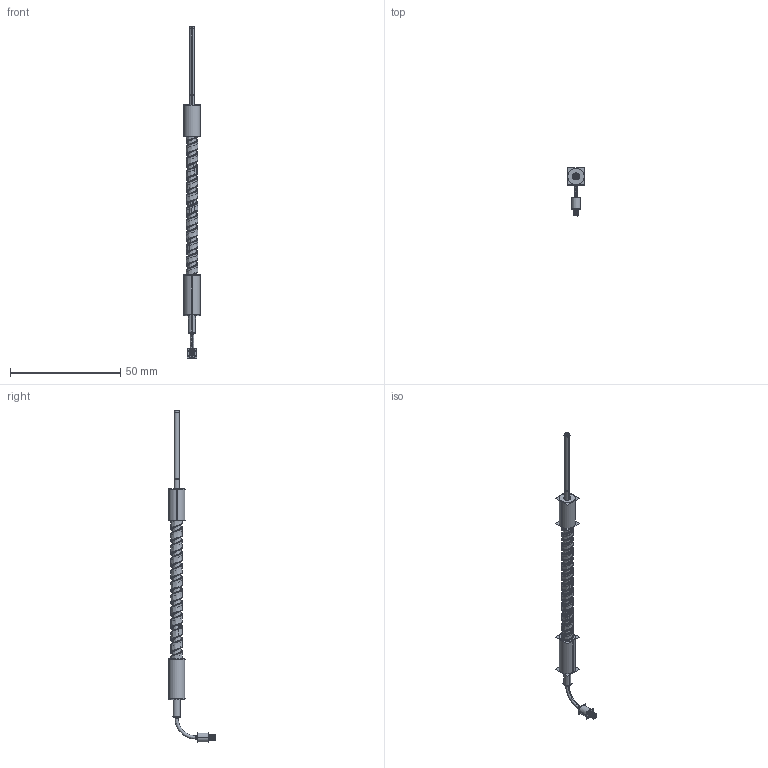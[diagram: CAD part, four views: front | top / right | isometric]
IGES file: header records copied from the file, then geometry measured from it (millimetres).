
Start section:  PTC IGES file: 193385.igs
Global section: file name: 193385.igs; native system: Creo Parametric by Parametric Technology Corporation; preprocessor: 2013230; author: pdmadmin; organization: Unknown; date: 20160303.152010; units: millimetre
Bounding box: 7.67 x 21.57 x 150.31 mm (x, y, z)
Volume: 1584.6 mm3; surface area: 22688.3 mm2
Topology: 7 solids, 8 shells, 320 faces, 1504 edges, 1872 vertices
Faces by surface type: bspline 178, revolution 142
